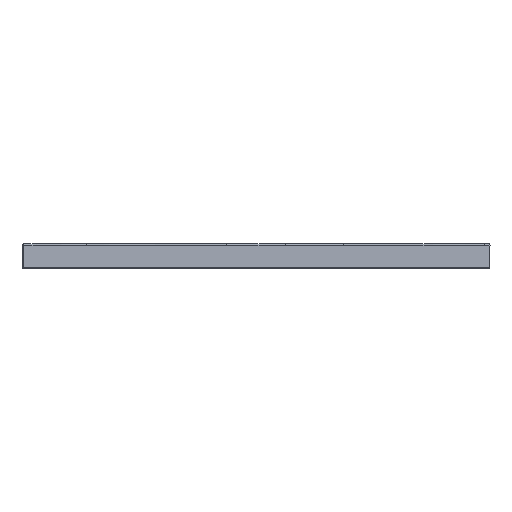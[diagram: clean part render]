
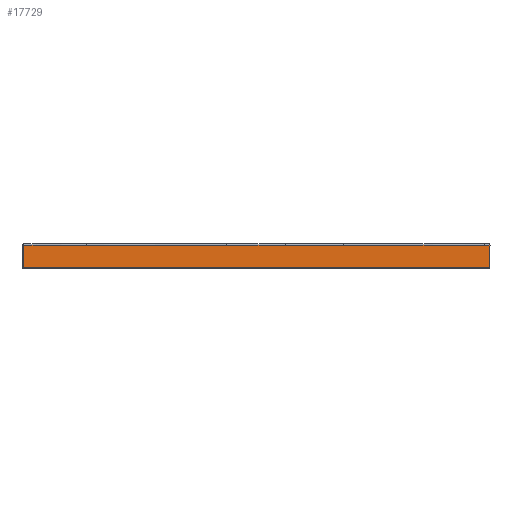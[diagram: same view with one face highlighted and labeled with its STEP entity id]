
A CAD part, top view. The second image highlights one B-rep face of the part: STEP entity #17729.
In plain terms, the highlighted planar face has unit normal (0, 0.035, 0.999).
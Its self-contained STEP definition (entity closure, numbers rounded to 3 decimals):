
#1=DIRECTION('',(0.035,0.999,-0.035));
#2=VECTOR('',#1,38.113);
#3=CARTESIAN_POINT('',(-448.001,-40.,437.5));
#4=LINE('',#3,#2);
#5=CARTESIAN_POINT('',(-446.672,-1.933,436.171));
#6=CARTESIAN_POINT('',(-438.718,-1.945,436.171));
#7=CARTESIAN_POINT('',(-417.543,-1.976,436.172));
#8=CARTESIAN_POINT('',(-381.986,-2.022,436.174));
#9=CARTESIAN_POINT('',(-354.382,-2.039,436.174));
#10=CARTESIAN_POINT('',(-340.,-2.039,436.174));
#12=CARTESIAN_POINT('',(100.087,-1.955,436.171));
#13=CARTESIAN_POINT('',(111.871,-1.959,436.172));
#14=CARTESIAN_POINT('',(134.124,-1.967,436.172));
#15=CARTESIAN_POINT('',(163.458,-1.98,436.172));
#16=CARTESIAN_POINT('',(189.043,-1.992,436.173));
#17=CARTESIAN_POINT('',(211.988,-2.003,436.173));
#18=CARTESIAN_POINT('',(232.244,-2.012,436.173));
#19=CARTESIAN_POINT('',(251.183,-2.019,436.174));
#20=CARTESIAN_POINT('',(269.505,-2.026,436.174));
#21=CARTESIAN_POINT('',(286.625,-2.031,436.174));
#22=CARTESIAN_POINT('',(303.424,-2.035,436.174));
#23=CARTESIAN_POINT('',(320.931,-2.038,436.174));
#24=CARTESIAN_POINT('',(333.516,-2.039,436.174));
#25=CARTESIAN_POINT('',(340.,-2.039,436.174));
#27=DIRECTION('',(1.,0.,0.));
#28=VECTOR('',#27,798.001);
#29=CARTESIAN_POINT('',(-448.001,-40.,437.5));
#30=LINE('',#29,#28);
#256=DIRECTION('',(0.,0.999,-0.035));
#257=VECTOR('',#256,37.986);
#258=CARTESIAN_POINT('',(350.,-40.,437.5));
#259=LINE('',#258,#257);
#793=DIRECTION('',(-1.,0.,0.));
#794=VECTOR('',#793,10.);
#795=CARTESIAN_POINT('',(350.,-2.038,436.174));
#796=LINE('',#795,#794);
#851=DIRECTION('',(-1.,0.,0.));
#852=VECTOR('',#851,100.087);
#853=CARTESIAN_POINT('',(100.087,-1.955,436.171));
#854=LINE('',#853,#852);
#860=DIRECTION('',(-1.,0.,0.));
#861=VECTOR('',#860,100.087);
#862=CARTESIAN_POINT('',(0.,-1.955,436.171));
#863=LINE('',#862,#861);
#906=CARTESIAN_POINT('',(-100.087,-1.955,436.171));
#907=CARTESIAN_POINT('',(-126.912,-1.964,436.172));
#908=CARTESIAN_POINT('',(-180.45,-1.983,436.172));
#909=CARTESIAN_POINT('',(-260.421,-2.011,436.173));
#910=CARTESIAN_POINT('',(-313.511,-2.029,436.174));
#911=CARTESIAN_POINT('',(-340.,-2.039,436.174));
#16145=CARTESIAN_POINT('',(-448.001,-40.,
437.5));
#16146=CARTESIAN_POINT('',(350.,-40.,437.5));
#16147=VERTEX_POINT('',#16145);
#16148=VERTEX_POINT('',#16146);
#16149=CARTESIAN_POINT('',(-446.672,-1.933,
436.171));
#16150=VERTEX_POINT('',#16149);
#16151=VERTEX_POINT('',#10);
#16152=VERTEX_POINT('',#906);
#16153=CARTESIAN_POINT('',(0.,-1.955,
436.171));
#16154=VERTEX_POINT('',#16153);
#16155=CARTESIAN_POINT('',(100.087,-1.955,
436.171));
#16156=VERTEX_POINT('',#16155);
#16157=VERTEX_POINT('',#25);
#16158=CARTESIAN_POINT('',(350.,-2.038,
436.174));
#16159=VERTEX_POINT('',#16158);
#17704=CARTESIAN_POINT('',(-49.001,-20.967,
436.835));
#17705=DIRECTION('',(0.,0.035,0.999));
#17706=DIRECTION('',(0.,0.999,-0.035));
#17707=AXIS2_PLACEMENT_3D('',#17704,#17705,#17706);
#17708=PLANE('',#17707);
#17710=ORIENTED_EDGE('',*,*,#17709,.F.);
#17712=ORIENTED_EDGE('',*,*,#17711,.T.);
#17714=ORIENTED_EDGE('',*,*,#17713,.T.);
#17716=ORIENTED_EDGE('',*,*,#17715,.F.);
#17718=ORIENTED_EDGE('',*,*,#17717,.F.);
#17720=ORIENTED_EDGE('',*,*,#17719,.F.);
#17722=ORIENTED_EDGE('',*,*,#17721,.T.);
#17724=ORIENTED_EDGE('',*,*,#17723,.F.);
#17726=ORIENTED_EDGE('',*,*,#17725,.F.);
#17727=EDGE_LOOP('',(#17710,#17712,#17714,#17716,#17718,#17720,#17722,#17724,
#17726));
#17728=FACE_OUTER_BOUND('',#17727,.F.);
#17729=ADVANCED_FACE('',(#17728),#17708,.T.);
#11=B_SPLINE_CURVE_WITH_KNOTS('',3,(#5,#6,#7,#8,#9,#10),.UNSPECIFIED.,.F.,.F.,
(4,1,1,4),(0.,0.224,0.596,1.),.UNSPECIFIED.);
#26=B_SPLINE_CURVE_WITH_KNOTS('',3,(#12,#13,#14,#15,#16,#17,#18,#19,#20,#21,#22,
#23,#24,#25),.UNSPECIFIED.,.F.,.F.,(4,1,1,1,1,1,1,1,1,1,1,4),(0.,
0.091,0.182,0.273,0.364,
0.455,0.545,0.636,0.727,
0.818,0.909,1.),.UNSPECIFIED.);
#912=B_SPLINE_CURVE_WITH_KNOTS('',3,(#906,#907,#908,#909,#910,#911),
.UNSPECIFIED.,.F.,.F.,(4,1,1,4),(0.,0.333,0.667,1.),
.UNSPECIFIED.);
#17709=EDGE_CURVE('',#16147,#16148,#30,.T.);
#17711=EDGE_CURVE('',#16147,#16150,#4,.T.);
#17713=EDGE_CURVE('',#16150,#16151,#11,.T.);
#17715=EDGE_CURVE('',#16152,#16151,#912,.T.);
#17717=EDGE_CURVE('',#16154,#16152,#863,.T.);
#17719=EDGE_CURVE('',#16156,#16154,#854,.T.);
#17721=EDGE_CURVE('',#16156,#16157,#26,.T.);
#17723=EDGE_CURVE('',#16159,#16157,#796,.T.);
#17725=EDGE_CURVE('',#16148,#16159,#259,.T.);
